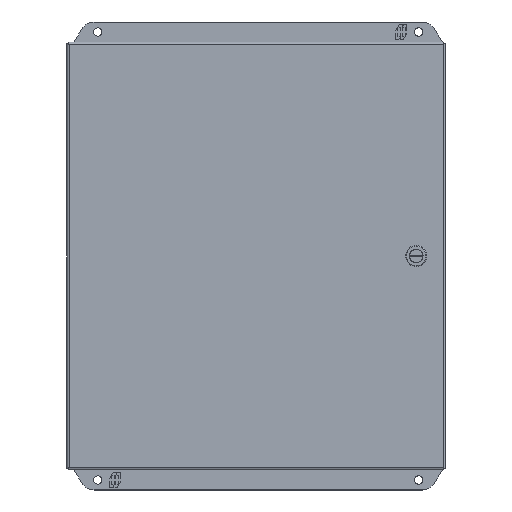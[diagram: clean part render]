
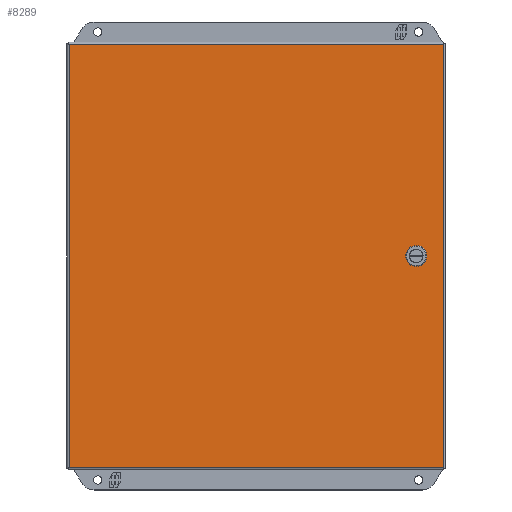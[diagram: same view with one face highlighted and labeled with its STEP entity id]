
A CAD part, front view. The second image highlights one B-rep face of the part: STEP entity #8289.
In plain terms, the highlighted planar face has unit normal (0, -1, 0).
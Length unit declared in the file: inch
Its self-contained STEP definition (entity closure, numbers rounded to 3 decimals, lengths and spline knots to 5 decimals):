
#142 = VERTEX_POINT ( 'NONE', #1848 ) ;
#481 = CARTESIAN_POINT ( 'NONE',  ( 5.83109, -10.61133, -0.331 ) ) ;
#550 = CARTESIAN_POINT ( 'NONE',  ( -7.07332, -10.61133, 7.914 ) ) ;
#1002 = LINE ( 'NONE', #21259, #1646 ) ;
#1542 = CARTESIAN_POINT ( 'NONE',  ( 6.91268, -10.61133, -7.914 ) ) ;
#1646 = VECTOR ( 'NONE', #15456, 39.37008 ) ;
#1848 = CARTESIAN_POINT ( 'NONE',  ( 6.91268, -10.61133, 7.914 ) ) ;
#1960 = DIRECTION ( 'NONE',  ( 0., 0., 1. ) ) ;
#2137 = LINE ( 'NONE', #17669, #2183 ) ;
#2183 = VECTOR ( 'NONE', #17922, 39.37008 ) ;
#2225 = ORIENTED_EDGE ( 'NONE', *, *, #13697, .T. ) ;
#2313 = EDGE_CURVE ( 'NONE', #20141, #20782, #2137, .T. ) ;
#2611 = CARTESIAN_POINT ( 'NONE',  ( 5.98226, -10.61133, 0.331 ) ) ;
#3118 = DIRECTION ( 'NONE',  ( -1., 0., 0. ) ) ;
#3242 = CARTESIAN_POINT ( 'NONE',  ( -7.07332, -10.61133, 7.914 ) ) ;
#3299 = VERTEX_POINT ( 'NONE', #22161 ) ;
#3947 = VECTOR ( 'NONE', #25246, 39.37008 ) ;
#4536 = ORIENTED_EDGE ( 'NONE', *, *, #21220, .F. ) ;
#4551 = LINE ( 'NONE', #5199, #18195 ) ;
#4582 = VERTEX_POINT ( 'NONE', #15723 ) ;
#4824 = EDGE_CURVE ( 'NONE', #19084, #9876, #18862, .T. ) ;
#4882 = CARTESIAN_POINT ( 'NONE',  ( 5.98226, -10.61133, -0.331 ) ) ;
#5129 = CARTESIAN_POINT ( 'NONE',  ( 5.83109, -10.61133, -0.331 ) ) ;
#5199 = CARTESIAN_POINT ( 'NONE',  ( 6.23768, -10.61133, 0.07559 ) ) ;
#5402 = CARTESIAN_POINT ( 'NONE',  ( 5.98226, -10.61133, -0.331 ) ) ;
#5463 = DIRECTION ( 'NONE',  ( 0., 0., 1. ) ) ;
#5530 = LINE ( 'NONE', #19589, #24520 ) ;
#5823 = PLANE ( 'NONE',  #14424 ) ;
#5892 = VECTOR ( 'NONE', #15481, 39.37008 ) ;
#6104 = VERTEX_POINT ( 'NONE', #25808 ) ;
#6984 = LINE ( 'NONE', #20807, #20989 ) ;
#7822 = ORIENTED_EDGE ( 'NONE', *, *, #2313, .T. ) ;
#8039 = DIRECTION ( 'NONE',  ( 0., 0., -1. ) ) ;
#8289 = ADVANCED_FACE ( 'NONE', ( #13693, #25813 ), #5823, .T. ) ;
#8544 = EDGE_CURVE ( 'NONE', #6104, #10575, #10774, .T. ) ;
#8696 = EDGE_CURVE ( 'NONE', #20782, #142, #5530, .T. ) ;
#9171 = ORIENTED_EDGE ( 'NONE', *, *, #8544, .F. ) ;
#9491 = DIRECTION ( 'NONE',  ( 0., -1., 0. ) ) ;
#9876 = VERTEX_POINT ( 'NONE', #2611 ) ;
#10052 = EDGE_CURVE ( 'NONE', #10575, #11558, #19469, .T. ) ;
#10092 = ORIENTED_EDGE ( 'NONE', *, *, #13997, .F. ) ;
#10386 = LINE ( 'NONE', #10531, #21607 ) ;
#10444 = EDGE_CURVE ( 'NONE', #3299, #4582, #13767, .T. ) ;
#10531 = CARTESIAN_POINT ( 'NONE',  ( 5.57568, -10.61133, -0.07559 ) ) ;
#10575 = VERTEX_POINT ( 'NONE', #481 ) ;
#10774 = LINE ( 'NONE', #5129, #3947 ) ;
#10972 = ORIENTED_EDGE ( 'NONE', *, *, #10444, .F. ) ;
#11208 = DIRECTION ( 'NONE',  ( 0., 0., -1. ) ) ;
#11558 = VERTEX_POINT ( 'NONE', #4882 ) ;
#11727 = CARTESIAN_POINT ( 'NONE',  ( -7.07332, -10.61133, -7.914 ) ) ;
#12911 = VECTOR ( 'NONE', #11208, 39.37008 ) ;
#12929 = CARTESIAN_POINT ( 'NONE',  ( 5.98226, -10.61133, 0.331 ) ) ;
#13607 = ORIENTED_EDGE ( 'NONE', *, *, #20957, .F. ) ;
#13669 = DIRECTION ( 'NONE',  ( 1., 0., 0. ) ) ;
#13693 = FACE_BOUND ( 'NONE', #22343, .T. ) ;
#13697 = EDGE_CURVE ( 'NONE', #23712, #20141, #16875, .T. ) ;
#13767 = LINE ( 'NONE', #17856, #5892 ) ;
#13997 = EDGE_CURVE ( 'NONE', #9876, #3299, #6984, .T. ) ;
#14424 = AXIS2_PLACEMENT_3D ( 'NONE', #11727, #9491, #21742 ) ;
#14545 = ORIENTED_EDGE ( 'NONE', *, *, #4824, .F. ) ;
#15110 = VECTOR ( 'NONE', #3118, 39.37008 ) ;
#15456 = DIRECTION ( 'NONE',  ( 0.707, 0., 0.707 ) ) ;
#15481 = DIRECTION ( 'NONE',  ( -0.707, 0., -0.707 ) ) ;
#15723 = CARTESIAN_POINT ( 'NONE',  ( 5.57568, -10.61133, 0.07559 ) ) ;
#16146 = CARTESIAN_POINT ( 'NONE',  ( 6.23768, -10.61133, 0.07559 ) ) ;
#16294 = EDGE_LOOP ( 'NONE', ( #21245, #21362, #2225, #7822 ) ) ;
#16875 = LINE ( 'NONE', #20964, #12911 ) ;
#17006 = DIRECTION ( 'NONE',  ( -0.707, 0., 0.707 ) ) ;
#17043 = ORIENTED_EDGE ( 'NONE', *, *, #10052, .F. ) ;
#17603 = CARTESIAN_POINT ( 'NONE',  ( 6.23768, -10.61133, -0.07559 ) ) ;
#17669 = CARTESIAN_POINT ( 'NONE',  ( -7.07332, -10.61133, -7.914 ) ) ;
#17856 = CARTESIAN_POINT ( 'NONE',  ( 5.57568, -10.61133, 0.07559 ) ) ;
#17922 = DIRECTION ( 'NONE',  ( 1., 0., 0. ) ) ;
#18195 = VECTOR ( 'NONE', #5463, 39.37008 ) ;
#18862 = LINE ( 'NONE', #12929, #19590 ) ;
#19084 = VERTEX_POINT ( 'NONE', #16146 ) ;
#19469 = LINE ( 'NONE', #5402, #19731 ) ;
#19589 = CARTESIAN_POINT ( 'NONE',  ( 6.91268, -10.61133, -7.914 ) ) ;
#19590 = VECTOR ( 'NONE', #17006, 39.37008 ) ;
#19731 = VECTOR ( 'NONE', #13669, 39.37008 ) ;
#20141 = VERTEX_POINT ( 'NONE', #21314 ) ;
#20782 = VERTEX_POINT ( 'NONE', #1542 ) ;
#20807 = CARTESIAN_POINT ( 'NONE',  ( 5.83109, -10.61133, 0.331 ) ) ;
#20957 = EDGE_CURVE ( 'NONE', #24591, #19084, #4551, .T. ) ;
#20964 = CARTESIAN_POINT ( 'NONE',  ( -7.07332, -10.61133, -7.914 ) ) ;
#20989 = VECTOR ( 'NONE', #21196, 39.37008 ) ;
#21196 = DIRECTION ( 'NONE',  ( -1., 0., 0. ) ) ;
#21220 = EDGE_CURVE ( 'NONE', #4582, #6104, #10386, .T. ) ;
#21245 = ORIENTED_EDGE ( 'NONE', *, *, #8696, .T. ) ;
#21259 = CARTESIAN_POINT ( 'NONE',  ( 6.23768, -10.61133, -0.07559 ) ) ;
#21314 = CARTESIAN_POINT ( 'NONE',  ( -7.07332, -10.61133, -7.914 ) ) ;
#21362 = ORIENTED_EDGE ( 'NONE', *, *, #25789, .T. ) ;
#21607 = VECTOR ( 'NONE', #8039, 39.37008 ) ;
#21742 = DIRECTION ( 'NONE',  ( 0., 0., -1. ) ) ;
#22161 = CARTESIAN_POINT ( 'NONE',  ( 5.83109, -10.61133, 0.331 ) ) ;
#22343 = EDGE_LOOP ( 'NONE', ( #17043, #9171, #4536, #10972, #10092, #14545, #13607, #24367 ) ) ;
#22458 = LINE ( 'NONE', #3242, #15110 ) ;
#23712 = VERTEX_POINT ( 'NONE', #550 ) ;
#24367 = ORIENTED_EDGE ( 'NONE', *, *, #24770, .F. ) ;
#24520 = VECTOR ( 'NONE', #1960, 39.37008 ) ;
#24591 = VERTEX_POINT ( 'NONE', #17603 ) ;
#24770 = EDGE_CURVE ( 'NONE', #11558, #24591, #1002, .T. ) ;
#25246 = DIRECTION ( 'NONE',  ( 0.707, 0., -0.707 ) ) ;
#25789 = EDGE_CURVE ( 'NONE', #142, #23712, #22458, .T. ) ;
#25808 = CARTESIAN_POINT ( 'NONE',  ( 5.57568, -10.61133, -0.07559 ) ) ;
#25813 = FACE_OUTER_BOUND ( 'NONE', #16294, .T. ) ;
